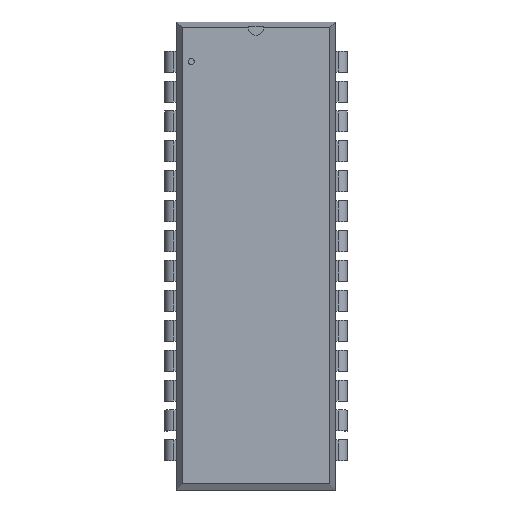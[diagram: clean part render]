
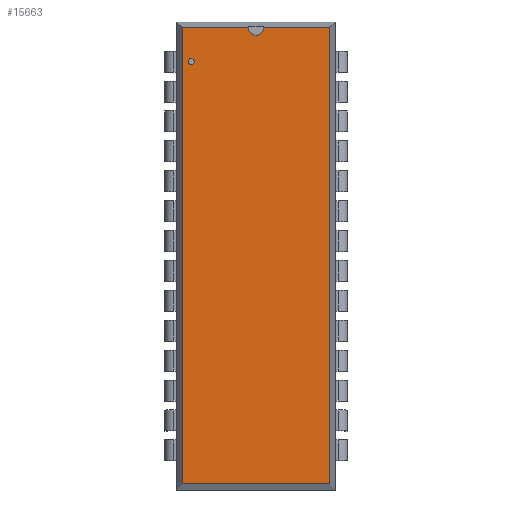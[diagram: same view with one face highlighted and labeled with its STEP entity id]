
A CAD part, top view. The second image highlights one B-rep face of the part: STEP entity #15663.
In plain terms, the highlighted planar face has unit normal (0, 0, 1).
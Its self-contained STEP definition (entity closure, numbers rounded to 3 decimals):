
#15544=CARTESIAN_POINT('',(-5.49,16.256,5.33));
#15545=VERTEX_POINT('',#15544);
#15554=CARTESIAN_POINT('',(-5.49,16.764,5.33));
#15555=VERTEX_POINT('',#15554);
#15556=CARTESIAN_POINT('',(-5.49,16.51,5.33));
#15557=DIRECTION('',(0.0,0.0,-1.0));
#15558=DIRECTION('',(0.0,-1.0,0.0));
#15559=AXIS2_PLACEMENT_3D('',#15556,#15557,#15558);
#15560=CIRCLE('',#15559,0.254);
#15561=EDGE_CURVE('',#15555,#15545,#15560,.T.);
#15597=CARTESIAN_POINT('',(2.667,7.62,5.33));
#15598=DIRECTION('',(0.0,0.0,1.0));
#15599=DIRECTION('',(0.0,-1.0,0.0));
#15600=AXIS2_PLACEMENT_3D('',#15597,#15598,#15599);
#15601=PLANE('',#15600);
#15602=CARTESIAN_POINT('',(0.635,19.367,5.33));
#15603=VERTEX_POINT('',#15602);
#15604=CARTESIAN_POINT('',(-0.635,19.367,5.33));
#15605=VERTEX_POINT('',#15604);
#15606=CARTESIAN_POINT('',(0.,19.367,5.33));
#15607=DIRECTION('',(0.0,0.0,-1.0));
#15608=DIRECTION('',(0.0,-1.0,0.0));
#15609=AXIS2_PLACEMENT_3D('',#15606,#15607,#15608);
#15610=CIRCLE('',#15609,0.635);
#15611=EDGE_CURVE('',#15603,#15605,#15610,.T.);
#15612=ORIENTED_EDGE('',*,*,#15611,.T.);
#15613=CARTESIAN_POINT('',(-6.252,19.367,5.33));
#15614=VERTEX_POINT('',#15613);
#15615=CARTESIAN_POINT('',(-6.252,19.367,5.33));
#15616=DIRECTION('',(1.0,0.0,0.0));
#15617=VECTOR('',#15616,5.617);
#15618=LINE('',#15615,#15617);
#15619=EDGE_CURVE('',#15614,#15605,#15618,.T.);
#15620=ORIENTED_EDGE('',*,*,#15619,.F.);
#15621=CARTESIAN_POINT('',(-6.252,-19.367,5.33));
#15622=VERTEX_POINT('',#15621);
#15623=CARTESIAN_POINT('',(-6.252,-19.367,5.33));
#15624=DIRECTION('',(0.0,1.0,0.0));
#15625=VECTOR('',#15624,38.734);
#15626=LINE('',#15623,#15625);
#15627=EDGE_CURVE('',#15622,#15614,#15626,.T.);
#15628=ORIENTED_EDGE('',*,*,#15627,.F.);
#15629=CARTESIAN_POINT('',(6.252,-19.367,5.33));
#15630=VERTEX_POINT('',#15629);
#15631=CARTESIAN_POINT('',(6.252,-19.367,5.33));
#15632=DIRECTION('',(-1.0,0.0,0.0));
#15633=VECTOR('',#15632,12.504);
#15634=LINE('',#15631,#15633);
#15635=EDGE_CURVE('',#15630,#15622,#15634,.T.);
#15636=ORIENTED_EDGE('',*,*,#15635,.F.);
#15637=CARTESIAN_POINT('',(6.252,19.367,5.33));
#15638=VERTEX_POINT('',#15637);
#15639=CARTESIAN_POINT('',(6.252,-19.367,5.33));
#15640=DIRECTION('',(0.0,1.0,0.0));
#15641=VECTOR('',#15640,38.734);
#15642=LINE('',#15639,#15641);
#15643=EDGE_CURVE('',#15630,#15638,#15642,.T.);
#15644=ORIENTED_EDGE('',*,*,#15643,.T.);
#15645=CARTESIAN_POINT('',(0.635,19.367,5.33));
#15646=DIRECTION('',(1.0,0.0,0.0));
#15647=VECTOR('',#15646,5.617);
#15648=LINE('',#15645,#15647);
#15649=EDGE_CURVE('',#15603,#15638,#15648,.T.);
#15650=ORIENTED_EDGE('',*,*,#15649,.F.);
#15651=EDGE_LOOP('',(#15612,#15620,#15628,#15636,#15644,#15650));
#15652=FACE_OUTER_BOUND('',#15651,.T.);
#15653=CARTESIAN_POINT('',(-5.49,16.51,5.33));
#15654=DIRECTION('',(0.0,0.0,-1.0));
#15655=DIRECTION('',(0.0,-1.0,0.0));
#15656=AXIS2_PLACEMENT_3D('',#15653,#15654,#15655);
#15657=CIRCLE('',#15656,0.254);
#15658=EDGE_CURVE('',#15545,#15555,#15657,.T.);
#15659=ORIENTED_EDGE('',*,*,#15658,.T.);
#15660=ORIENTED_EDGE('',*,*,#15561,.T.);
#15661=EDGE_LOOP('',(#15659,#15660));
#15662=FACE_BOUND('',#15661,.T.);
#15663=ADVANCED_FACE('',(#15652,#15662),#15601,.T.);
